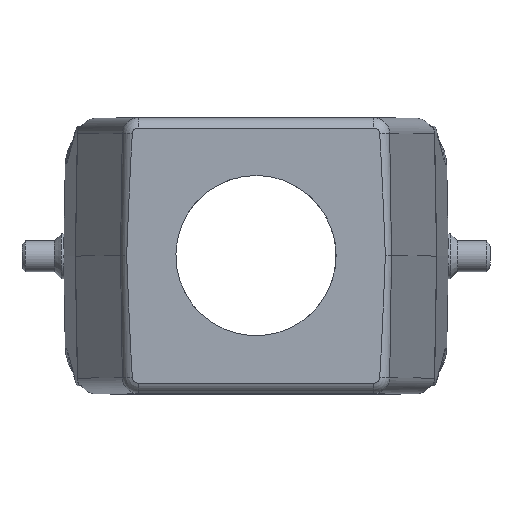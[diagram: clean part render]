
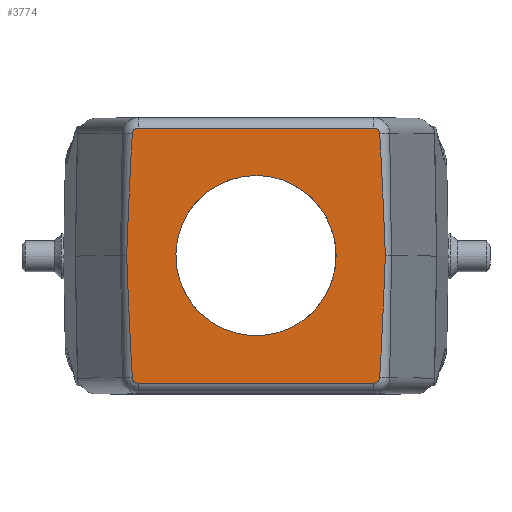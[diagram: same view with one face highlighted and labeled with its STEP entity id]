
A CAD part, top view. The second image highlights one B-rep face of the part: STEP entity #3774.
In plain terms, the highlighted planar face has unit normal (0, 0, 1).
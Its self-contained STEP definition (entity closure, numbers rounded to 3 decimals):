
#3035=FACE_BOUND('',#4798,.T.);
#3036=FACE_BOUND('',#4799,.T.);
#3062=CIRCLE('',#13135,0.901);
#3067=CIRCLE('',#13147,0.901);
#3071=CIRCLE('',#13152,0.901);
#3075=CIRCLE('',#13163,0.901);
#3342=CIRCLE('',#13838,12.5);
#3774=ADVANCED_FACE('',(#3035,#3036),#3942,.T.);
#3942=PLANE('',#13839);
#4798=EDGE_LOOP('',(#6806));
#4799=EDGE_LOOP('',(#6807,#6808,#6809,#6810,#6811,#6812,#6813,#6814,#6815,
#6816));
#6806=ORIENTED_EDGE('',*,*,#8491,.T.);
#6807=ORIENTED_EDGE('',*,*,#7530,.F.);
#6808=ORIENTED_EDGE('',*,*,#7536,.F.);
#6809=ORIENTED_EDGE('',*,*,#7542,.F.);
#6810=ORIENTED_EDGE('',*,*,#7548,.F.);
#6811=ORIENTED_EDGE('',*,*,#7553,.F.);
#6812=ORIENTED_EDGE('',*,*,#7550,.F.);
#6813=ORIENTED_EDGE('',*,*,#7544,.F.);
#6814=ORIENTED_EDGE('',*,*,#7538,.F.);
#6815=ORIENTED_EDGE('',*,*,#7532,.F.);
#6816=ORIENTED_EDGE('',*,*,#7526,.F.);
#6892=VERTEX_POINT('',#17783);
#6894=VERTEX_POINT('',#17786);
#6896=VERTEX_POINT('',#17792);
#6898=VERTEX_POINT('',#17798);
#6900=VERTEX_POINT('',#17804);
#6902=VERTEX_POINT('',#17810);
#6904=VERTEX_POINT('',#17816);
#6906=VERTEX_POINT('',#17822);
#6908=VERTEX_POINT('',#17828);
#6910=VERTEX_POINT('',#17834);
#7476=VERTEX_POINT('',#22147);
#7526=EDGE_CURVE('',#6892,#6894,#3062,.T.);
#7530=EDGE_CURVE('',#6896,#6892,#8509,.T.);
#7532=EDGE_CURVE('',#6894,#6898,#10479,.T.);
#7536=EDGE_CURVE('',#6900,#6896,#8510,.T.);
#7538=EDGE_CURVE('',#6898,#6902,#3067,.T.);
#7542=EDGE_CURVE('',#6904,#6900,#3071,.T.);
#7544=EDGE_CURVE('',#6902,#6906,#8511,.T.);
#7548=EDGE_CURVE('',#6908,#6904,#10483,.T.);
#7550=EDGE_CURVE('',#6906,#6910,#8513,.T.);
#7553=EDGE_CURVE('',#6910,#6908,#3075,.T.);
#8491=EDGE_CURVE('',#7476,#7476,#3342,.T.);
#8509=ELLIPSE('',#13140,143.262,2.5);
#8510=ELLIPSE('',#13145,143.262,2.5);
#8511=ELLIPSE('',#13155,143.262,2.5);
#8513=ELLIPSE('',#13160,143.262,2.5);
#10479=LINE('',#17797,#11126);
#10483=LINE('',#17830,#11130);
#11126=VECTOR('',#14093,1.);
#11130=VECTOR('',#14131,1.);
#13135=AXIS2_PLACEMENT_3D('',#17785,#14078,#14079);
#13140=AXIS2_PLACEMENT_3D('',#17794,#14088,#14089);
#13145=AXIS2_PLACEMENT_3D('',#17806,#14101,#14102);
#13147=AXIS2_PLACEMENT_3D('',#17809,#14106,#14107);
#13152=AXIS2_PLACEMENT_3D('',#17818,#14116,#14117);
#13155=AXIS2_PLACEMENT_3D('',#17821,#14122,#14123);
#13160=AXIS2_PLACEMENT_3D('',#17833,#14135,#14136);
#13163=AXIS2_PLACEMENT_3D('',#17839,#14142,#14143);
#13838=AXIS2_PLACEMENT_3D('',#22146,#15950,#15951);
#13839=AXIS2_PLACEMENT_3D('',#22148,#15952,#15953);
#14078=DIRECTION('',(0.,0.,-1.));
#14079=DIRECTION('',(1.,0.,0.));
#14088=DIRECTION('',(0.,0.,-1.));
#14089=DIRECTION('',(-0.015,-1.,0.));
#14093=DIRECTION('',(1.,0.,0.));
#14101=DIRECTION('',(0.,0.,-1.));
#14102=DIRECTION('',(0.015,-1.,0.));
#14106=DIRECTION('',(0.,0.,-1.));
#14107=DIRECTION('',(1.,0.,0.));
#14116=DIRECTION('',(0.,0.,-1.));
#14117=DIRECTION('',(1.,0.,0.));
#14122=DIRECTION('',(0.,0.,-1.));
#14123=DIRECTION('',(0.015,-1.,0.));
#14131=DIRECTION('',(-1.,0.,0.));
#14135=DIRECTION('',(0.,0.,-1.));
#14136=DIRECTION('',(-0.015,-1.,0.));
#14142=DIRECTION('',(0.,0.,-1.));
#14143=DIRECTION('',(1.,0.,0.));
#15950=DIRECTION('',(0.,0.,-1.));
#15951=DIRECTION('',(1.,0.,0.));
#15952=DIRECTION('',(0.,0.,1.));
#15953=DIRECTION('',(1.,0.,0.));
#17783=CARTESIAN_POINT('',(-19.293,19.054,62.35));
#17785=CARTESIAN_POINT('',(-18.394,19.,62.35));
#17786=CARTESIAN_POINT('',(-18.394,19.901,62.35));
#17792=CARTESIAN_POINT('',(-20.173,0.,62.35));
#17794=CARTESIAN_POINT('',(-20.351,-114.602,62.35));
#17797=CARTESIAN_POINT('',(-23.214,19.901,62.35));
#17798=CARTESIAN_POINT('',(18.394,19.901,62.35));
#17804=CARTESIAN_POINT('',(-19.293,-19.054,62.35));
#17806=CARTESIAN_POINT('',(-20.351,114.602,62.35));
#17809=CARTESIAN_POINT('',(18.394,19.,62.35));
#17810=CARTESIAN_POINT('',(19.293,19.054,62.35));
#17816=CARTESIAN_POINT('',(-18.394,-19.901,62.35));
#17818=CARTESIAN_POINT('',(-18.394,-19.,62.35));
#17821=CARTESIAN_POINT('',(20.351,-114.602,62.35));
#17822=CARTESIAN_POINT('',(20.173,0.,62.35));
#17828=CARTESIAN_POINT('',(18.394,-19.901,62.35));
#17830=CARTESIAN_POINT('',(-20.77,-19.901,62.35));
#17833=CARTESIAN_POINT('',(20.351,114.602,62.35));
#17834=CARTESIAN_POINT('',(19.293,-19.054,62.35));
#17839=CARTESIAN_POINT('',(18.394,-19.,62.35));
#22146=CARTESIAN_POINT('',(0.,0.,62.35));
#22147=CARTESIAN_POINT('',(12.5,0.,62.35));
#22148=CARTESIAN_POINT('',(50.,-30.,62.35));
